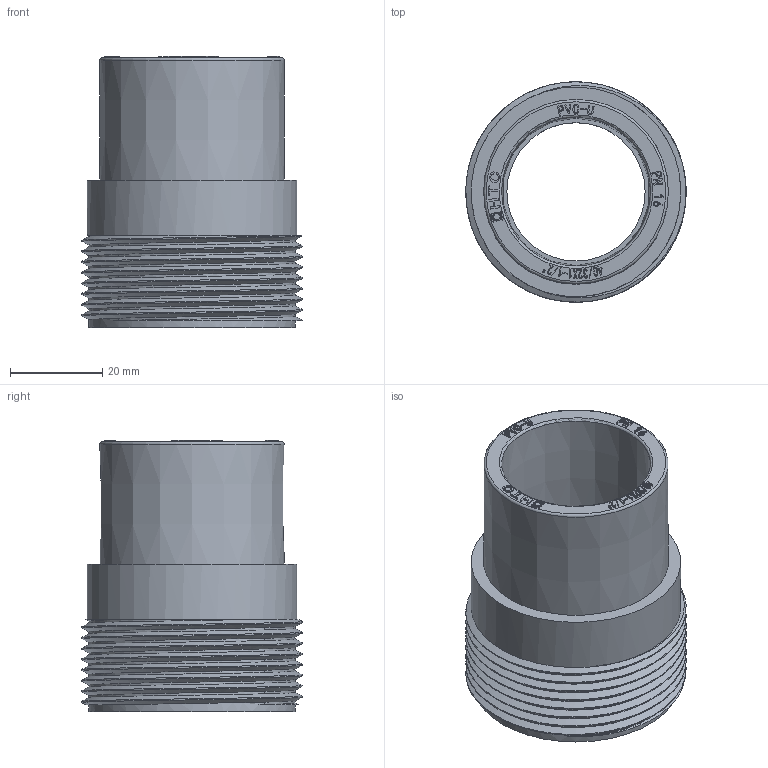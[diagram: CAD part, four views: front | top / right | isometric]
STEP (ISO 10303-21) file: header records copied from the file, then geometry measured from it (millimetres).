
FILE_DESCRIPTION(/* description */ (''),/* implementation_level */ '2;1');
FILE_NAME(/* name */ 'Z7A032050.stp',/* time_stamp */ '2025-10-14T08:15:56+08:00',/* author */ (''),/* organization */ (''),/* preprocessor_version */ 'ST-DEVELOPER v16.7',/* originating_system */ 'SIEMENS PLM Software NX 12.0',/* authorisation */ '');
FILE_SCHEMA (('AUTOMOTIVE_DESIGN { 1 0 10303 214 3 1 1 1 }'));
Length unit declared in the file: millimetre
Products named in the file (1): Admi18A8C8BF3hfw
Bounding box: 47.8 x 47.8 x 58.8 mm (x, y, z)
Volume: 31631 mm3; surface area: 18285 mm2
Topology: 1 solids, 1 shells, 627 faces, 1766 edges, 1177 vertices
Faces by surface type: plane 533, extrusion 69, cylinder 19, bspline 2, torus 2, cone 2
Full cylindrical faces by diameter (mm): 1.401 x1, 1.868 x1, 30 x1, 38 x1, 44.845 x9, 45.5 x1
Entity records: 24402 total; most frequent: CARTESIAN_POINT 10650, ORIENTED_EDGE 3448, DIRECTION 1804, EDGE_CURVE 1724, B_SPLINE_CURVE_WITH_KNOTS 1189, VERTEX_POINT 1153, EDGE_LOOP 667, VECTOR 640
